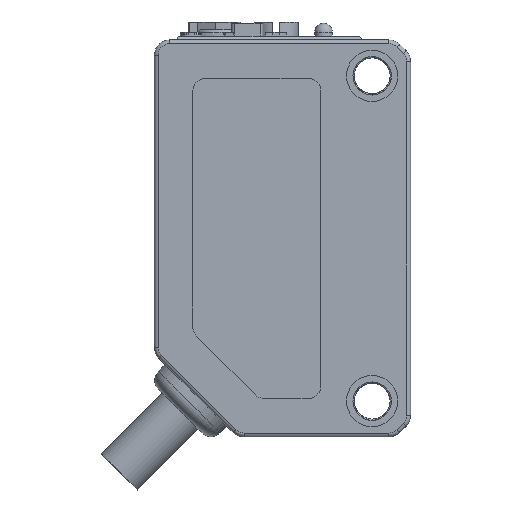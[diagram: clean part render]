
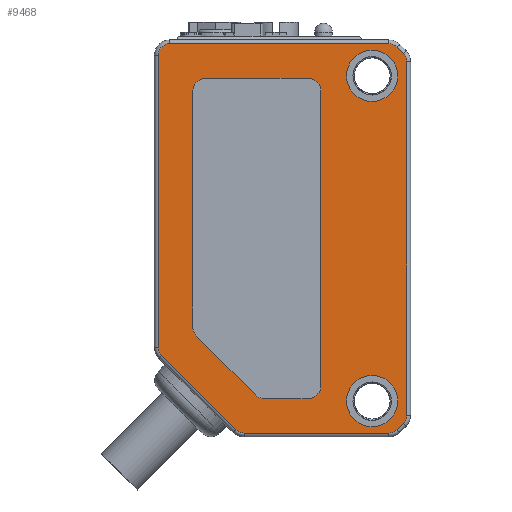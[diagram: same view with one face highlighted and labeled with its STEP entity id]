
A CAD part, front view. The second image highlights one B-rep face of the part: STEP entity #9468.
In plain terms, the highlighted planar face has unit normal (0, -1, 0).
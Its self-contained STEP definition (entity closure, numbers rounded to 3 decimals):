
#172=DIRECTION('',(-1.,0.,0.));
#173=VECTOR('',#172,17.103);
#174=CARTESIAN_POINT('',(-4.111,0.,-1.7));
#175=LINE('',#174,#173);
#195=DIRECTION('',(0.,0.,-1.));
#196=VECTOR('',#195,22.803);
#197=CARTESIAN_POINT('',(-22.114,0.,-2.6));
#198=LINE('',#197,#196);
#214=CARTESIAN_POINT('',(-3.614,0.,-30.703));
#215=DIRECTION('',(0.,1.,0.));
#216=DIRECTION('',(1.,0.,0.));
#217=AXIS2_PLACEMENT_3D('',#214,#215,#216);
#219=DIRECTION('',(-0.707,0.,-0.707));
#220=VECTOR('',#219,0.703);
#221=CARTESIAN_POINT('',(-2.978,0.,-31.339));
#222=LINE('',#221,#220);
#223=CARTESIAN_POINT('',(-4.111,0.,-31.2));
#224=DIRECTION('',(0.,1.,0.));
#225=DIRECTION('',(0.707,0.,-0.707));
#226=AXIS2_PLACEMENT_3D('',#223,#224,#225);
#228=CARTESIAN_POINT('',(-15.417,0.,-31.2));
#229=DIRECTION('',(0.,1.,0.));
#230=DIRECTION('',(0.,0.,-1.));
#231=AXIS2_PLACEMENT_3D('',#228,#229,#230);
#233=DIRECTION('',(-0.707,0.,0.707));
#234=VECTOR('',#233,8.198);
#235=CARTESIAN_POINT('',(-16.053,0.,-31.836));
#236=LINE('',#235,#234);
#237=CARTESIAN_POINT('',(-21.214,0.,-25.403));
#238=DIRECTION('',(0.,1.,0.));
#239=DIRECTION('',(-0.707,0.,-0.707));
#240=AXIS2_PLACEMENT_3D('',#237,#238,#239);
#242=CARTESIAN_POINT('',(-21.214,0.,-2.6));
#243=DIRECTION('',(0.,1.,0.));
#244=DIRECTION('',(-1.,0.,0.));
#245=AXIS2_PLACEMENT_3D('',#242,#243,#244);
#247=CARTESIAN_POINT('',(-4.111,0.,-2.6));
#248=DIRECTION('',(0.,1.,0.));
#249=DIRECTION('',(0.,0.,1.));
#250=AXIS2_PLACEMENT_3D('',#247,#248,#249);
#252=DIRECTION('',(0.707,0.,-0.707));
#253=VECTOR('',#252,0.703);
#254=CARTESIAN_POINT('',(-3.475,0.,-1.964));
#255=LINE('',#254,#253);
#256=CARTESIAN_POINT('',(-3.614,0.,-3.097));
#257=DIRECTION('',(0.,1.,0.));
#258=DIRECTION('',(0.707,0.,0.707));
#259=AXIS2_PLACEMENT_3D('',#256,#257,#258);
#261=CARTESIAN_POINT('',(-10.414,0.,-5.4));
#262=DIRECTION('',(0.,-1.,0.));
#263=DIRECTION('',(1.,0.,0.));
#264=AXIS2_PLACEMENT_3D('',#261,#262,#263);
#266=DIRECTION('',(-1.,0.,0.));
#267=VECTOR('',#266,8.);
#268=CARTESIAN_POINT('',(-10.414,0.,-4.4));
#269=LINE('',#268,#267);
#270=CARTESIAN_POINT('',(-18.414,0.,-5.4));
#271=DIRECTION('',(0.,-1.,0.));
#272=DIRECTION('',(0.,0.,1.));
#273=AXIS2_PLACEMENT_3D('',#270,#271,#272);
#275=DIRECTION('',(0.,0.,-1.));
#276=VECTOR('',#275,18.419);
#277=CARTESIAN_POINT('',(-19.414,0.,-5.4));
#278=LINE('',#277,#276);
#279=CARTESIAN_POINT('',(-18.414,0.,-23.819));
#280=DIRECTION('',(0.,-1.,0.));
#281=DIRECTION('',(-1.,0.,0.));
#282=AXIS2_PLACEMENT_3D('',#279,#280,#281);
#284=DIRECTION('',(0.707,0.,-0.707));
#285=VECTOR('',#284,6.479);
#286=CARTESIAN_POINT('',(-19.121,0.,-24.526));
#287=LINE('',#286,#285);
#288=CARTESIAN_POINT('',(-13.833,0.,-28.4));
#289=DIRECTION('',(0.,-1.,0.));
#290=DIRECTION('',(-0.707,0.,-0.707));
#291=AXIS2_PLACEMENT_3D('',#288,#289,#290);
#293=DIRECTION('',(1.,0.,0.));
#294=VECTOR('',#293,3.419);
#295=CARTESIAN_POINT('',(-13.833,0.,-29.4));
#296=LINE('',#295,#294);
#297=CARTESIAN_POINT('',(-10.414,0.,-28.4));
#298=DIRECTION('',(0.,-1.,0.));
#299=DIRECTION('',(0.,0.,-1.));
#300=AXIS2_PLACEMENT_3D('',#297,#298,#299);
#302=DIRECTION('',(0.,0.,1.));
#303=VECTOR('',#302,23.);
#304=CARTESIAN_POINT('',(-9.414,0.,-28.4));
#305=LINE('',#304,#303);
#306=CARTESIAN_POINT('',(-5.414,0.,-4.2));
#307=DIRECTION('',(0.,-1.,0.));
#308=DIRECTION('',(1.,0.,0.));
#309=AXIS2_PLACEMENT_3D('',#306,#307,#308);
#311=CARTESIAN_POINT('',(-5.414,0.,-4.2));
#312=DIRECTION('',(0.,-1.,0.));
#313=DIRECTION('',(-1.,0.,0.));
#314=AXIS2_PLACEMENT_3D('',#311,#312,#313);
#316=CARTESIAN_POINT('',(-5.414,0.,-29.6));
#317=DIRECTION('',(0.,-1.,0.));
#318=DIRECTION('',(1.,0.,0.));
#319=AXIS2_PLACEMENT_3D('',#316,#317,#318);
#321=CARTESIAN_POINT('',(-5.414,0.,-29.6));
#322=DIRECTION('',(0.,-1.,0.));
#323=DIRECTION('',(-1.,0.,0.));
#324=AXIS2_PLACEMENT_3D('',#321,#322,#323);
#330=DIRECTION('',(0.,0.,1.));
#331=VECTOR('',#330,27.606);
#332=CARTESIAN_POINT('',(-2.714,0.,-30.703));
#333=LINE('',#332,#331);
#441=DIRECTION('',(1.,0.,0.));
#442=VECTOR('',#441,11.306);
#443=CARTESIAN_POINT('',(-15.417,0.,-32.1));
#444=LINE('',#443,#442);
#7978=CARTESIAN_POINT('',(-21.214,0.,-1.7));
#7979=VERTEX_POINT('',#7978);
#7980=CARTESIAN_POINT('',(-4.111,0.,-1.7));
#7981=VERTEX_POINT('',#7980);
#7982=CARTESIAN_POINT('',(-22.114,0.,-2.6));
#7984=VERTEX_POINT('',#7982);
#7987=CARTESIAN_POINT('',(-22.114,0.,-25.403));
#7989=VERTEX_POINT('',#7987);
#7990=CARTESIAN_POINT('',(-21.85,0.,-26.039));
#7991=VERTEX_POINT('',#7990);
#7994=CARTESIAN_POINT('',(-2.714,0.,-30.703));
#7995=CARTESIAN_POINT('',(-2.714,0.,-3.097));
#7996=VERTEX_POINT('',#7994);
#7997=VERTEX_POINT('',#7995);
#7998=CARTESIAN_POINT('',(-2.978,0.,-31.339));
#7999=VERTEX_POINT('',#7998);
#8000=CARTESIAN_POINT('',(-3.475,0.,-31.836));
#8001=VERTEX_POINT('',#8000);
#8002=CARTESIAN_POINT('',(-4.111,0.,-32.1));
#8003=VERTEX_POINT('',#8002);
#8004=CARTESIAN_POINT('',(-15.417,0.,-32.1));
#8005=VERTEX_POINT('',#8004);
#8006=CARTESIAN_POINT('',(-16.053,0.,-31.836));
#8007=VERTEX_POINT('',#8006);
#8008=CARTESIAN_POINT('',(-3.475,0.,-1.964));
#8009=VERTEX_POINT('',#8008);
#8010=CARTESIAN_POINT('',(-2.978,0.,-2.461));
#8011=VERTEX_POINT('',#8010);
#8012=CARTESIAN_POINT('',(-9.414,0.,-5.4));
#8013=CARTESIAN_POINT('',(-10.414,0.,-4.4));
#8014=VERTEX_POINT('',#8012);
#8015=VERTEX_POINT('',#8013);
#8016=CARTESIAN_POINT('',(-18.414,0.,-4.4));
#8017=VERTEX_POINT('',#8016);
#8018=CARTESIAN_POINT('',(-19.414,0.,-5.4));
#8019=VERTEX_POINT('',#8018);
#8020=CARTESIAN_POINT('',(-19.414,0.,-23.819));
#8021=VERTEX_POINT('',#8020);
#8022=CARTESIAN_POINT('',(-19.121,0.,-24.526));
#8023=VERTEX_POINT('',#8022);
#8024=CARTESIAN_POINT('',(-14.54,0.,-29.107));
#8025=VERTEX_POINT('',#8024);
#8026=CARTESIAN_POINT('',(-13.833,0.,-29.4));
#8027=VERTEX_POINT('',#8026);
#8028=CARTESIAN_POINT('',(-10.414,0.,-29.4));
#8029=VERTEX_POINT('',#8028);
#8030=CARTESIAN_POINT('',(-9.414,0.,-28.4));
#8031=VERTEX_POINT('',#8030);
#8032=CARTESIAN_POINT('',(-3.414,0.,-4.2));
#8033=CARTESIAN_POINT('',(-7.414,0.,-4.2));
#8034=VERTEX_POINT('',#8032);
#8035=VERTEX_POINT('',#8033);
#8036=CARTESIAN_POINT('',(-3.414,0.,-29.6));
#8037=CARTESIAN_POINT('',(-7.414,0.,-29.6));
#8038=VERTEX_POINT('',#8036);
#8039=VERTEX_POINT('',#8037);
#9403=CARTESIAN_POINT('',(-12.414,0.,-16.9));
#9404=DIRECTION('',(0.,1.,0.));
#9405=DIRECTION('',(-1.,0.,0.));
#9406=AXIS2_PLACEMENT_3D('',#9403,#9404,#9405);
#9407=PLANE('',#9406);
#9409=ORIENTED_EDGE('',*,*,#9408,.F.);
#9411=ORIENTED_EDGE('',*,*,#9410,.T.);
#9413=ORIENTED_EDGE('',*,*,#9412,.T.);
#9415=ORIENTED_EDGE('',*,*,#9414,.T.);
#9417=ORIENTED_EDGE('',*,*,#9416,.F.);
#9419=ORIENTED_EDGE('',*,*,#9418,.T.);
#9421=ORIENTED_EDGE('',*,*,#9420,.T.);
#9422=ORIENTED_EDGE('',*,*,#9394,.T.);
#9423=ORIENTED_EDGE('',*,*,#9383,.F.);
#9424=ORIENTED_EDGE('',*,*,#9368,.T.);
#9425=ORIENTED_EDGE('',*,*,#9353,.F.);
#9427=ORIENTED_EDGE('',*,*,#9426,.T.);
#9429=ORIENTED_EDGE('',*,*,#9428,.T.);
#9431=ORIENTED_EDGE('',*,*,#9430,.T.);
#9432=EDGE_LOOP('',(#9409,#9411,#9413,#9415,#9417,#9419,#9421,#9422,#9423,#9424,
#9425,#9427,#9429,#9431));
#9433=FACE_OUTER_BOUND('',#9432,.F.);
#9435=ORIENTED_EDGE('',*,*,#9434,.T.);
#9437=ORIENTED_EDGE('',*,*,#9436,.T.);
#9439=ORIENTED_EDGE('',*,*,#9438,.T.);
#9441=ORIENTED_EDGE('',*,*,#9440,.T.);
#9443=ORIENTED_EDGE('',*,*,#9442,.T.);
#9445=ORIENTED_EDGE('',*,*,#9444,.T.);
#9447=ORIENTED_EDGE('',*,*,#9446,.T.);
#9449=ORIENTED_EDGE('',*,*,#9448,.T.);
#9451=ORIENTED_EDGE('',*,*,#9450,.T.);
#9453=ORIENTED_EDGE('',*,*,#9452,.T.);
#9454=EDGE_LOOP('',(#9435,#9437,#9439,#9441,#9443,#9445,#9447,#9449,#9451,
#9453));
#9455=FACE_BOUND('',#9454,.F.);
#9457=ORIENTED_EDGE('',*,*,#9456,.T.);
#9459=ORIENTED_EDGE('',*,*,#9458,.T.);
#9460=EDGE_LOOP('',(#9457,#9459));
#9461=FACE_BOUND('',#9460,.F.);
#9463=ORIENTED_EDGE('',*,*,#9462,.T.);
#9465=ORIENTED_EDGE('',*,*,#9464,.T.);
#9466=EDGE_LOOP('',(#9463,#9465));
#9467=FACE_BOUND('',#9466,.F.);
#9468=ADVANCED_FACE('',(#9433,#9455,#9461,#9467),#9407,.F.);
#218=CIRCLE('',#217,0.9);
#227=CIRCLE('',#226,0.9);
#232=CIRCLE('',#231,0.9);
#241=CIRCLE('',#240,0.9);
#246=CIRCLE('',#245,0.9);
#251=CIRCLE('',#250,0.9);
#260=CIRCLE('',#259,0.9);
#265=CIRCLE('',#264,1.);
#274=CIRCLE('',#273,1.);
#283=CIRCLE('',#282,1.);
#292=CIRCLE('',#291,1.);
#301=CIRCLE('',#300,1.);
#310=CIRCLE('',#309,2.);
#315=CIRCLE('',#314,2.);
#320=CIRCLE('',#319,2.);
#325=CIRCLE('',#324,2.);
#9353=EDGE_CURVE('',#7981,#7979,#175,.T.);
#9368=EDGE_CURVE('',#7984,#7979,#246,.T.);
#9383=EDGE_CURVE('',#7984,#7989,#198,.T.);
#9394=EDGE_CURVE('',#7991,#7989,#241,.T.);
#9408=EDGE_CURVE('',#7996,#7997,#333,.T.);
#9410=EDGE_CURVE('',#7996,#7999,#218,.T.);
#9412=EDGE_CURVE('',#7999,#8001,#222,.T.);
#9414=EDGE_CURVE('',#8001,#8003,#227,.T.);
#9416=EDGE_CURVE('',#8005,#8003,#444,.T.);
#9418=EDGE_CURVE('',#8005,#8007,#232,.T.);
#9420=EDGE_CURVE('',#8007,#7991,#236,.T.);
#9426=EDGE_CURVE('',#7981,#8009,#251,.T.);
#9428=EDGE_CURVE('',#8009,#8011,#255,.T.);
#9430=EDGE_CURVE('',#8011,#7997,#260,.T.);
#9434=EDGE_CURVE('',#8014,#8015,#265,.T.);
#9436=EDGE_CURVE('',#8015,#8017,#269,.T.);
#9438=EDGE_CURVE('',#8017,#8019,#274,.T.);
#9440=EDGE_CURVE('',#8019,#8021,#278,.T.);
#9442=EDGE_CURVE('',#8021,#8023,#283,.T.);
#9444=EDGE_CURVE('',#8023,#8025,#287,.T.);
#9446=EDGE_CURVE('',#8025,#8027,#292,.T.);
#9448=EDGE_CURVE('',#8027,#8029,#296,.T.);
#9450=EDGE_CURVE('',#8029,#8031,#301,.T.);
#9452=EDGE_CURVE('',#8031,#8014,#305,.T.);
#9456=EDGE_CURVE('',#8034,#8035,#310,.T.);
#9458=EDGE_CURVE('',#8035,#8034,#315,.T.);
#9462=EDGE_CURVE('',#8038,#8039,#320,.T.);
#9464=EDGE_CURVE('',#8039,#8038,#325,.T.);
